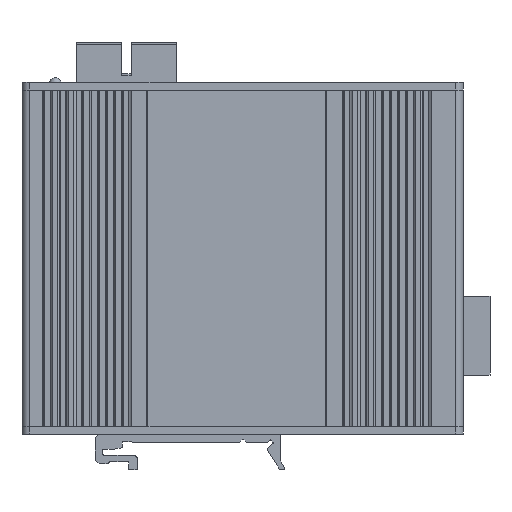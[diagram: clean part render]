
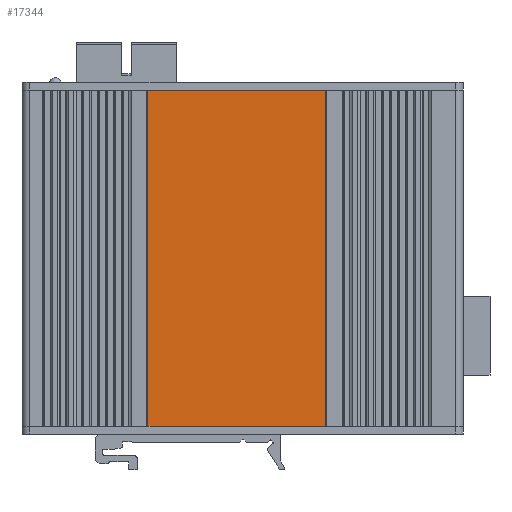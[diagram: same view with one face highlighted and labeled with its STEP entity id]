
A CAD part, left-side view. The second image highlights one B-rep face of the part: STEP entity #17344.
In plain terms, the highlighted planar face has unit normal (-1, 0, 0).
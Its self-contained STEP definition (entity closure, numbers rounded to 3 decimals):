
#813 = AXIS2_PLACEMENT_3D ( 'NONE', #11233, #26708, #37930 ) ;
#3752 = CARTESIAN_POINT ( 'NONE',  ( -14.8, 34.8, -85.2 ) ) ;
#4747 = VERTEX_POINT ( 'NONE', #47507 ) ;
#5030 = VERTEX_POINT ( 'NONE', #34081 ) ;
#6383 = LINE ( 'NONE', #8265, #26381 ) ;
#7403 = EDGE_LOOP ( 'NONE', ( #36221, #8918, #32582, #29651 ) ) ;
#8265 = CARTESIAN_POINT ( 'NONE',  ( -14.8, 34.8, 0. ) ) ;
#8761 = VERTEX_POINT ( 'NONE', #39549 ) ;
#8918 = ORIENTED_EDGE ( 'NONE', *, *, #25732, .F. ) ;
#9788 = VECTOR ( 'NONE', #20716, 1000. ) ;
#11233 = CARTESIAN_POINT ( 'NONE',  ( -14.8, 34.8, -85.2 ) ) ;
#14579 = LINE ( 'NONE', #3752, #42278 ) ;
#15715 = LINE ( 'NONE', #28471, #9788 ) ;
#16331 = VERTEX_POINT ( 'NONE', #28278 ) ;
#17344 = ADVANCED_FACE ( 'NONE', ( #41688 ), #22438, .T. ) ;
#19442 = EDGE_CURVE ( 'NONE', #4747, #5030, #14579, .T. ) ;
#19710 = EDGE_CURVE ( 'NONE', #5030, #8761, #15715, .T. ) ;
#20716 = DIRECTION ( 'NONE',  ( 0., 0., 1. ) ) ;
#22438 = PLANE ( 'NONE',  #813 ) ;
#24653 = EDGE_CURVE ( 'NONE', #16331, #8761, #6383, .T. ) ;
#25732 = EDGE_CURVE ( 'NONE', #4747, #16331, #32644, .T. ) ;
#26381 = VECTOR ( 'NONE', #42198, 1000. ) ;
#26708 = DIRECTION ( 'NONE',  ( -1., 0., 0. ) ) ;
#28278 = CARTESIAN_POINT ( 'NONE',  ( -14.8, 80., 0. ) ) ;
#28471 = CARTESIAN_POINT ( 'NONE',  ( -14.8, 34.8, -85.2 ) ) ;
#29651 = ORIENTED_EDGE ( 'NONE', *, *, #19710, .T. ) ;
#30472 = DIRECTION ( 'NONE',  ( 0., -1., 0. ) ) ;
#32582 = ORIENTED_EDGE ( 'NONE', *, *, #19442, .T. ) ;
#32644 = LINE ( 'NONE', #48731, #41507 ) ;
#34081 = CARTESIAN_POINT ( 'NONE',  ( -14.8, 34.8, -85.2 ) ) ;
#36221 = ORIENTED_EDGE ( 'NONE', *, *, #24653, .F. ) ;
#37930 = DIRECTION ( 'NONE',  ( 0., 0., 1. ) ) ;
#39549 = CARTESIAN_POINT ( 'NONE',  ( -14.8, 34.8, 0. ) ) ;
#41291 = DIRECTION ( 'NONE',  ( 0., 0., 1. ) ) ;
#41507 = VECTOR ( 'NONE', #41291, 1000. ) ;
#41688 = FACE_OUTER_BOUND ( 'NONE', #7403, .T. ) ;
#42198 = DIRECTION ( 'NONE',  ( 0., -1., 0. ) ) ;
#42278 = VECTOR ( 'NONE', #30472, 1000. ) ;
#47507 = CARTESIAN_POINT ( 'NONE',  ( -14.8, 80., -85.2 ) ) ;
#48731 = CARTESIAN_POINT ( 'NONE',  ( -14.8, 80., -85.2 ) ) ;
